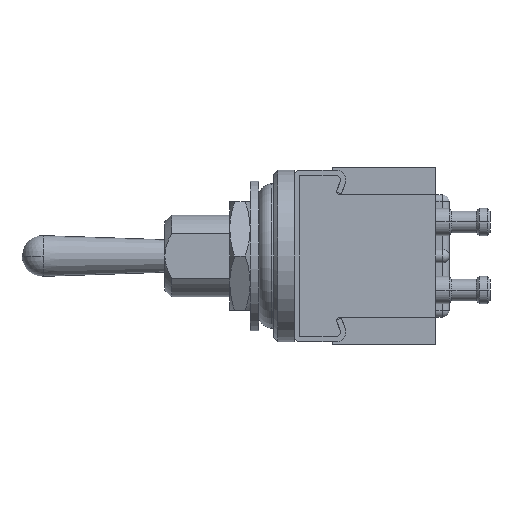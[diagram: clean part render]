
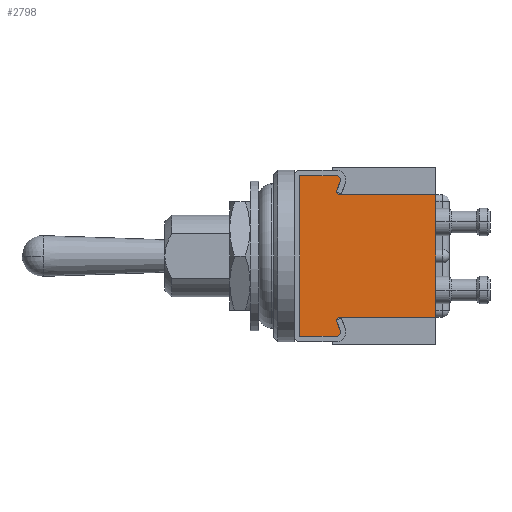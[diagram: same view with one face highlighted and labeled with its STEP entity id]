
A CAD part, left-side view. The second image highlights one B-rep face of the part: STEP entity #2798.
In plain terms, the highlighted planar face has unit normal (-1, 0, 0).
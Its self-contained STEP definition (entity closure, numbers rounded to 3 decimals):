
#65 = VERTEX_POINT ( 'NONE', #3935 ) ;
#159 = CARTESIAN_POINT ( 'NONE',  ( -7.4, 10., -5.9 ) ) ;
#293 = VERTEX_POINT ( 'NONE', #4910 ) ;
#295 = CARTESIAN_POINT ( 'NONE',  ( -7.4, 7.3, -5.6 ) ) ;
#416 = CARTESIAN_POINT ( 'NONE',  ( -7.4, 7.017, 5.501 ) ) ;
#441 = LINE ( 'NONE', #416, #5460 ) ;
#509 = CARTESIAN_POINT ( 'NONE',  ( -7.4, 7.017, -5.501 ) ) ;
#598 = LINE ( 'NONE', #8021, #6042 ) ;
#742 = CIRCLE ( 'NONE', #4039, 0.3 ) ;
#829 = VERTEX_POINT ( 'NONE', #1589 ) ;
#1099 = DIRECTION ( 'NONE',  ( 0., -0.579, 0.815 ) ) ;
#1485 = EDGE_CURVE ( 'NONE', #5663, #293, #441, .T. ) ;
#1589 = CARTESIAN_POINT ( 'NONE',  ( -7.4, 0., -4.5 ) ) ;
#1629 = VERTEX_POINT ( 'NONE', #1692 ) ;
#1639 = VERTEX_POINT ( 'NONE', #1811 ) ;
#1692 = CARTESIAN_POINT ( 'NONE',  ( -7.4, 7.3, -4.689 ) ) ;
#1704 = LINE ( 'NONE', #8305, #5168 ) ;
#1715 = CARTESIAN_POINT ( 'NONE',  ( -7.4, 7.166, -4.5 ) ) ;
#1729 = CARTESIAN_POINT ( 'NONE',  ( -7.4, 10., 5.9 ) ) ;
#1754 = LINE ( 'NONE', #3533, #9139 ) ;
#1787 = CARTESIAN_POINT ( 'NONE',  ( -7.4, 7.3, -5.9 ) ) ;
#1811 = CARTESIAN_POINT ( 'NONE',  ( -7.4, 0., 4.5 ) ) ;
#1910 = EDGE_LOOP ( 'NONE', ( #9039, #7588, #3186, #6147, #7321, #5832, #2699, #5268, #3475, #3895, #3942, #5518 ) ) ;
#2015 = FACE_OUTER_BOUND ( 'NONE', #1910, .T. ) ;
#2063 = CARTESIAN_POINT ( 'NONE',  ( -7.4, 10., 5.9 ) ) ;
#2081 = LINE ( 'NONE', #3555, #3081 ) ;
#2086 = CARTESIAN_POINT ( 'NONE',  ( -7.4, 7.017, 5.501 ) ) ;
#2179 = CARTESIAN_POINT ( 'NONE',  ( -7.4, 7.3, 5.6 ) ) ;
#2255 = EDGE_CURVE ( 'NONE', #293, #6566, #598, .T. ) ;
#2360 = LINE ( 'NONE', #9223, #4833 ) ;
#2387 = CARTESIAN_POINT ( 'NONE',  ( -7.4, 7.3, 5.6 ) ) ;
#2431 = DIRECTION ( 'NONE',  ( 0., 0., 1. ) ) ;
#2641 = VECTOR ( 'NONE', #8636, 1000. ) ;
#2699 = ORIENTED_EDGE ( 'NONE', *, *, #4177, .T. ) ;
#2720 = DIRECTION ( 'NONE',  ( 0., 0.329, 0.944 ) ) ;
#2798 = ADVANCED_FACE ( 'NONE', ( #2015 ), #3615, .F. ) ;
#3035 = VERTEX_POINT ( 'NONE', #2063 ) ;
#3072 = DIRECTION ( 'NONE',  ( 1., 0., 0. ) ) ;
#3081 = VECTOR ( 'NONE', #7206, 1000. ) ;
#3128 = AXIS2_PLACEMENT_3D ( 'NONE', #2179, #7866, #5066 ) ;
#3153 = VERTEX_POINT ( 'NONE', #159 ) ;
#3186 = ORIENTED_EDGE ( 'NONE', *, *, #5084, .T. ) ;
#3386 = EDGE_CURVE ( 'NONE', #4483, #65, #6815, .T. ) ;
#3475 = ORIENTED_EDGE ( 'NONE', *, *, #6986, .F. ) ;
#3507 = DIRECTION ( 'NONE',  ( 0., 0., -1. ) ) ;
#3533 = CARTESIAN_POINT ( 'NONE',  ( -7.4, 0., 4.5 ) ) ;
#3555 = CARTESIAN_POINT ( 'NONE',  ( -7.4, 7.166, 4.5 ) ) ;
#3612 = VERTEX_POINT ( 'NONE', #4758 ) ;
#3615 = PLANE ( 'NONE',  #3128 ) ;
#3876 = LINE ( 'NONE', #1715, #7028 ) ;
#3895 = ORIENTED_EDGE ( 'NONE', *, *, #2255, .F. ) ;
#3935 = CARTESIAN_POINT ( 'NONE',  ( -7.4, 7.017, -5.501 ) ) ;
#3942 = ORIENTED_EDGE ( 'NONE', *, *, #1485, .F. ) ;
#4039 = AXIS2_PLACEMENT_3D ( 'NONE', #2387, #3072, #8817 ) ;
#4094 = LINE ( 'NONE', #6527, #2641 ) ;
#4163 = AXIS2_PLACEMENT_3D ( 'NONE', #295, #6760, #2431 ) ;
#4177 = EDGE_CURVE ( 'NONE', #8496, #829, #3876, .T. ) ;
#4483 = VERTEX_POINT ( 'NONE', #1787 ) ;
#4758 = CARTESIAN_POINT ( 'NONE',  ( -7.4, 7.3, 5.9 ) ) ;
#4833 = VECTOR ( 'NONE', #8373, 1000. ) ;
#4871 = EDGE_CURVE ( 'NONE', #1639, #829, #1754, .T. ) ;
#4910 = CARTESIAN_POINT ( 'NONE',  ( -7.4, 7.3, 4.689 ) ) ;
#5066 = DIRECTION ( 'NONE',  ( 0., 0., -1. ) ) ;
#5084 = EDGE_CURVE ( 'NONE', #3153, #4483, #4094, .T. ) ;
#5168 = VECTOR ( 'NONE', #1099, 1000. ) ;
#5268 = ORIENTED_EDGE ( 'NONE', *, *, #4871, .F. ) ;
#5282 = DIRECTION ( 'NONE',  ( 0., 0., 1. ) ) ;
#5288 = EDGE_CURVE ( 'NONE', #1629, #8496, #1704, .T. ) ;
#5460 = VECTOR ( 'NONE', #6183, 1000. ) ;
#5487 = EDGE_CURVE ( 'NONE', #3035, #3612, #2360, .T. ) ;
#5518 = ORIENTED_EDGE ( 'NONE', *, *, #8184, .F. ) ;
#5663 = VERTEX_POINT ( 'NONE', #2086 ) ;
#5832 = ORIENTED_EDGE ( 'NONE', *, *, #5288, .T. ) ;
#6042 = VECTOR ( 'NONE', #8713, 1000. ) ;
#6147 = ORIENTED_EDGE ( 'NONE', *, *, #3386, .T. ) ;
#6183 = DIRECTION ( 'NONE',  ( 0., 0.329, -0.944 ) ) ;
#6304 = VECTOR ( 'NONE', #2720, 1000. ) ;
#6426 = LINE ( 'NONE', #1729, #7325 ) ;
#6527 = CARTESIAN_POINT ( 'NONE',  ( -7.4, 10., -5.9 ) ) ;
#6566 = VERTEX_POINT ( 'NONE', #8848 ) ;
#6756 = LINE ( 'NONE', #509, #6304 ) ;
#6760 = DIRECTION ( 'NONE',  ( -1., 0., 0. ) ) ;
#6815 = CIRCLE ( 'NONE', #4163, 0.3 ) ;
#6986 = EDGE_CURVE ( 'NONE', #6566, #1639, #2081, .T. ) ;
#7028 = VECTOR ( 'NONE', #8785, 1000. ) ;
#7206 = DIRECTION ( 'NONE',  ( 0., -1., 0. ) ) ;
#7321 = ORIENTED_EDGE ( 'NONE', *, *, #9112, .T. ) ;
#7325 = VECTOR ( 'NONE', #5282, 1000. ) ;
#7588 = ORIENTED_EDGE ( 'NONE', *, *, #8875, .F. ) ;
#7866 = DIRECTION ( 'NONE',  ( 1., 0., 0. ) ) ;
#8021 = CARTESIAN_POINT ( 'NONE',  ( -7.4, 7.3, 4.689 ) ) ;
#8184 = EDGE_CURVE ( 'NONE', #3612, #5663, #742, .T. ) ;
#8305 = CARTESIAN_POINT ( 'NONE',  ( -7.4, 7.3, -4.689 ) ) ;
#8373 = DIRECTION ( 'NONE',  ( 0., -1., 0. ) ) ;
#8470 = CARTESIAN_POINT ( 'NONE',  ( -7.4, 7.166, -4.5 ) ) ;
#8496 = VERTEX_POINT ( 'NONE', #8470 ) ;
#8636 = DIRECTION ( 'NONE',  ( 0., -1., 0. ) ) ;
#8713 = DIRECTION ( 'NONE',  ( 0., -0.579, -0.815 ) ) ;
#8785 = DIRECTION ( 'NONE',  ( 0., -1., 0. ) ) ;
#8817 = DIRECTION ( 'NONE',  ( 0., 0., -1. ) ) ;
#8848 = CARTESIAN_POINT ( 'NONE',  ( -7.4, 7.166, 4.5 ) ) ;
#8875 = EDGE_CURVE ( 'NONE', #3153, #3035, #6426, .T. ) ;
#9039 = ORIENTED_EDGE ( 'NONE', *, *, #5487, .F. ) ;
#9112 = EDGE_CURVE ( 'NONE', #65, #1629, #6756, .T. ) ;
#9139 = VECTOR ( 'NONE', #3507, 1000. ) ;
#9223 = CARTESIAN_POINT ( 'NONE',  ( -7.4, 10., 5.9 ) ) ;
